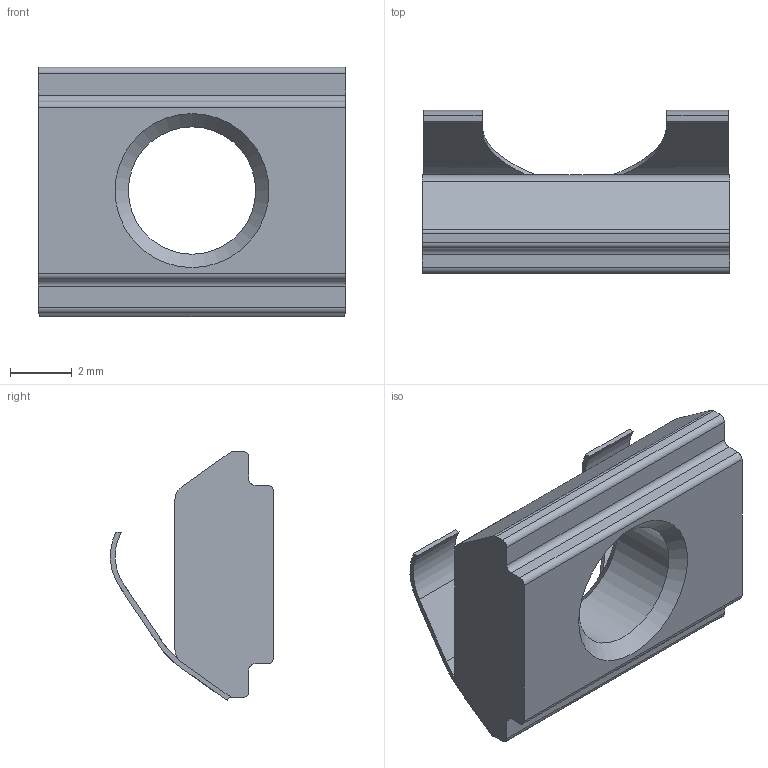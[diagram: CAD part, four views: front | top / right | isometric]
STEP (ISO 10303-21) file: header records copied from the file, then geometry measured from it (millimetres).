
FILE_DESCRIPTION(/* description */ (''),/* implementation_level */ '2;1');
FILE_NAME(/* name */ 'Misumi HNTAJ5-5.step',/* time_stamp */ '2024-04-06T13:59:53+02:00',/* author */ (''),/* organization */ (''),/* preprocessor_version */ 'ST-DEVELOPER v20',/* originating_system */ 'Autodesk Translation Framework v12.20.1.177',/* authorisation */ '');
FILE_SCHEMA (('AUTOMOTIVE_DESIGN { 1 0 10303 214 3 1 1 }'));
Length unit declared in the file: millimetre
Products named in the file (1): (Unsaved)
Bounding box: 10 x 5.3 x 8.09 mm (x, y, z)
Volume: 175 mm3; surface area: 303 mm2
Topology: 1 solids, 1 shells, 49 faces, 141 edges, 93 vertices
Faces by surface type: plane 27, cylinder 20, cone 2
Full cylindrical faces by diameter (mm): 4.134 x1
Entity records: 1680 total; most frequent: CARTESIAN_POINT 325, ORIENTED_EDGE 282, DIRECTION 280, EDGE_CURVE 141, AXIS2_PLACEMENT_3D 97, VERTEX_POINT 93, LINE 86, VECTOR 86
